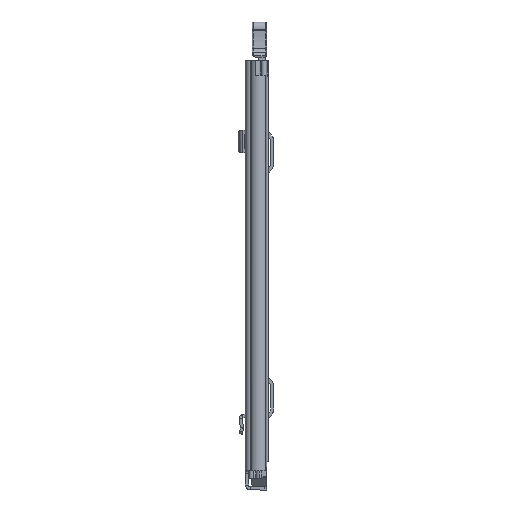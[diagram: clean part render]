
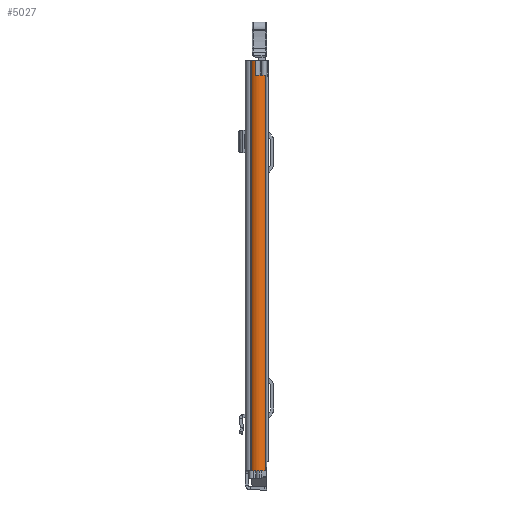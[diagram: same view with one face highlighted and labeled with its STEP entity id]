
A CAD part, front view. The second image highlights one B-rep face of the part: STEP entity #5027.
In plain terms, the highlighted cylindrical face has radius 7.6 mm (diameter 15.2 mm), a partial arc.
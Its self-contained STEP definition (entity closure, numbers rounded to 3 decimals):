
#30 = CARTESIAN_POINT ( 'NONE',  ( 5.244, -35.891, 0. ) ) ;
#161 = CARTESIAN_POINT ( 'NONE',  ( 10.602, -30.5, -355.6 ) ) ;
#333 = DIRECTION ( 'NONE',  ( 1., 0., 0. ) ) ;
#419 = DIRECTION ( 'NONE',  ( 1., 0., 0. ) ) ;
#795 = VERTEX_POINT ( 'NONE', #28918 ) ;
#1796 = CARTESIAN_POINT ( 'NONE',  ( 8.413, -37.778, 0. ) ) ;
#3292 = CYLINDRICAL_SURFACE ( 'NONE', #8405, 7.6 ) ;
#3967 = DIRECTION ( 'NONE',  ( 1., 0., 0. ) ) ;
#5027 = ADVANCED_FACE ( 'NONE', ( #11382 ), #3292, .T. ) ;
#5244 = LINE ( 'NONE', #36821, #5279 ) ;
#5279 = VECTOR ( 'NONE', #5792, 1000. ) ;
#5427 = DIRECTION ( 'NONE',  ( 0., 0., 1. ) ) ;
#5792 = DIRECTION ( 'NONE',  ( 0., 0., 1. ) ) ;
#6783 = CARTESIAN_POINT ( 'NONE',  ( 10.602, -30.5, -339.6 ) ) ;
#6979 = CARTESIAN_POINT ( 'NONE',  ( 16.488, -35.307, -12.2 ) ) ;
#7897 = VERTEX_POINT ( 'NONE', #29923 ) ;
#8405 = AXIS2_PLACEMENT_3D ( 'NONE', #161, #17657, #333 ) ;
#9048 = CIRCLE ( 'NONE', #16751, 7.6 ) ;
#10196 = ORIENTED_EDGE ( 'NONE', *, *, #31981, .F. ) ;
#10530 = DIRECTION ( 'NONE',  ( 0., 0., 1. ) ) ;
#10612 = VERTEX_POINT ( 'NONE', #1796 ) ;
#11382 = FACE_OUTER_BOUND ( 'NONE', #24957, .T. ) ;
#14667 = ORIENTED_EDGE ( 'NONE', *, *, #26971, .T. ) ;
#15115 = DIRECTION ( 'NONE',  ( 0., 0., -1. ) ) ;
#15252 = CARTESIAN_POINT ( 'NONE',  ( 8.413, -37.778, -355.6 ) ) ;
#15857 = CIRCLE ( 'NONE', #33711, 7.6 ) ;
#15938 = VECTOR ( 'NONE', #5427, 1000. ) ;
#16403 = LINE ( 'NONE', #27806, #15938 ) ;
#16751 = AXIS2_PLACEMENT_3D ( 'NONE', #6783, #18124, #3967 ) ;
#16882 = ORIENTED_EDGE ( 'NONE', *, *, #34835, .T. ) ;
#17657 = DIRECTION ( 'NONE',  ( 0., 0., 1. ) ) ;
#18052 = LINE ( 'NONE', #15252, #30934 ) ;
#18124 = DIRECTION ( 'NONE',  ( 0., 0., 1. ) ) ;
#18280 = CARTESIAN_POINT ( 'NONE',  ( 10.602, -30.5, 0. ) ) ;
#19618 = VERTEX_POINT ( 'NONE', #30 ) ;
#20689 = AXIS2_PLACEMENT_3D ( 'NONE', #18280, #15115, #419 ) ;
#21341 = ORIENTED_EDGE ( 'NONE', *, *, #23830, .F. ) ;
#23315 = DIRECTION ( 'NONE',  ( 0., 0., 1. ) ) ;
#23525 = EDGE_CURVE ( 'NONE', #10612, #19618, #36863, .T. ) ;
#23830 = EDGE_CURVE ( 'NONE', #33319, #19618, #5244, .T. ) ;
#23914 = EDGE_CURVE ( 'NONE', #795, #10612, #18052, .T. ) ;
#24957 = EDGE_LOOP ( 'NONE', ( #16882, #14667, #10196, #34239, #30327, #21341 ) ) ;
#25008 = CARTESIAN_POINT ( 'NONE',  ( 5.244, -35.891, -339.6 ) ) ;
#26971 = EDGE_CURVE ( 'NONE', #7897, #29377, #16403, .T. ) ;
#27806 = CARTESIAN_POINT ( 'NONE',  ( 16.488, -35.307, -355.6 ) ) ;
#28918 = CARTESIAN_POINT ( 'NONE',  ( 8.413, -37.778, -12.2 ) ) ;
#29377 = VERTEX_POINT ( 'NONE', #6979 ) ;
#29923 = CARTESIAN_POINT ( 'NONE',  ( 16.488, -35.307, -339.6 ) ) ;
#30327 = ORIENTED_EDGE ( 'NONE', *, *, #23525, .T. ) ;
#30663 = DIRECTION ( 'NONE',  ( 1., 0., 0. ) ) ;
#30934 = VECTOR ( 'NONE', #23315, 1000. ) ;
#31981 = EDGE_CURVE ( 'NONE', #795, #29377, #15857, .T. ) ;
#33319 = VERTEX_POINT ( 'NONE', #25008 ) ;
#33711 = AXIS2_PLACEMENT_3D ( 'NONE', #36503, #10530, #30663 ) ;
#34239 = ORIENTED_EDGE ( 'NONE', *, *, #23914, .T. ) ;
#34835 = EDGE_CURVE ( 'NONE', #33319, #7897, #9048, .T. ) ;
#36503 = CARTESIAN_POINT ( 'NONE',  ( 10.602, -30.5, -12.2 ) ) ;
#36821 = CARTESIAN_POINT ( 'NONE',  ( 5.244, -35.891, -355.6 ) ) ;
#36863 = CIRCLE ( 'NONE', #20689, 7.6 ) ;
